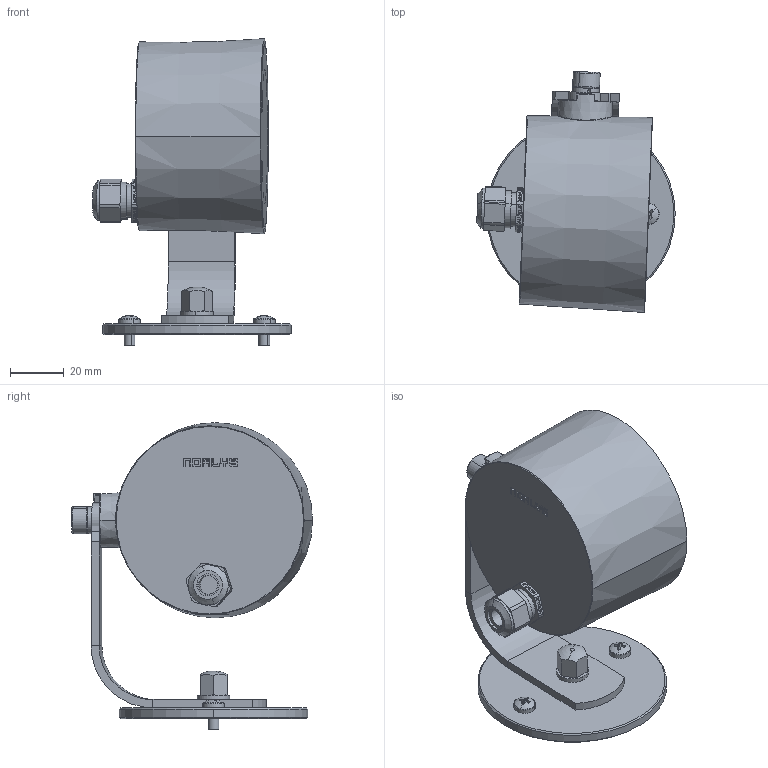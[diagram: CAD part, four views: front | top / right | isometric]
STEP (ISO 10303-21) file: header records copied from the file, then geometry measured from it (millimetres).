
FILE_DESCRIPTION (( 'STEP AP203' ), '1' );
FILE_NAME ('MOSS_FOOT.STEP', '2024-02-06T08:22:23', ( '' ), ( '' ), 'SwSTEP 2.0', 'SolidWorks 2022', '' );
FILE_SCHEMA (( 'CONFIG_CONTROL_DESIGN' ));
Length unit declared in the file: millimetre
Products named in the file (19): POD SPR Z 6,1_rs_PreviewCfg; DŁAWICA M12x1.5 MET_Uszczelka_rs; M179C_Szybka_kg; NAKR KOŁP M6 DIN917_kg; DŁAWICA M12x1.5 MET_Korpus_rs; DŁAWICA M12x1.5 MET_Nakrętka_rs; pan head cross recess screw_din_DIN EN ISO 7045 - M4 x 8 - Z - 8N; Mocowanie do ściany; M179C_Kpl_kg_M218; GNIAZ_M6x_M6x10; DŁAWICA M12x1.5 MET_Oring_rs; DŁAWICA M12x1.5 MET_Komp_rs; Kołek osadczy M6x15 A2_Kołek osadczy M6x12 A2; M179_Wspornik_kg_Wspornik z regulacją kąta; POD 6,4_rs; MOSS_FOOT; Krążek fi70_Krążek fi 70 w1; M179C_Korpus odl_kg_M179D obr w1_kg; M179C_Korpus kpl_kg_Korpus z blokadą M179D
Assembly tree (19 placements, depth 5):
  MOSS_FOOT
    Mocowanie do ściany
      Krążek fi70_Krążek fi 70 w1
      Kołek osadczy M6x15 A2_Kołek osadczy M6x12 A2
      NAKR KOŁP M6 DIN917_kg
      POD 6,4_rs
    M179C_Kpl_kg_M218
      M179C_Korpus kpl_kg_Korpus z blokadą M179D
        M179C_Korpus odl_kg_M179D obr w1_kg
        DŁAWICA M12x1.5 MET_Komp_rs
          DŁAWICA M12x1.5 MET_Korpus_rs
          DŁAWICA M12x1.5 MET_Uszczelka_rs
          DŁAWICA M12x1.5 MET_Oring_rs
          DŁAWICA M12x1.5 MET_Nakrętka_rs
        M179C_Szybka_kg
      M179_Wspornik_kg_Wspornik z regulacją kąta
      GNIAZ_M6x_M6x10
      POD SPR Z 6,1_rs_PreviewCfg
    pan head cross recess screw_din_DIN EN ISO 7045 - M4 x 8 - Z - 8N  x2
Bounding box: 73.67 x 89.45 x 113.82 mm (x, y, z)
Volume: 107035.4 mm3; surface area: 59240.6 mm2
Topology: 16 solids, 16 shells, 860 faces, 2199 edges, 1421 vertices
Faces by surface type: plane 537, bspline 125, cylinder 93, cone 64, torus 34, sphere 7
Entity records: 33696 total; most frequent: CARTESIAN_POINT 12322, ORIENTED_EDGE 4202, DIRECTION 3563, EDGE_CURVE 2101, VECTOR 1457, LINE 1457, VERTEX_POINT 1370, AXIS2_PLACEMENT_3D 1053
